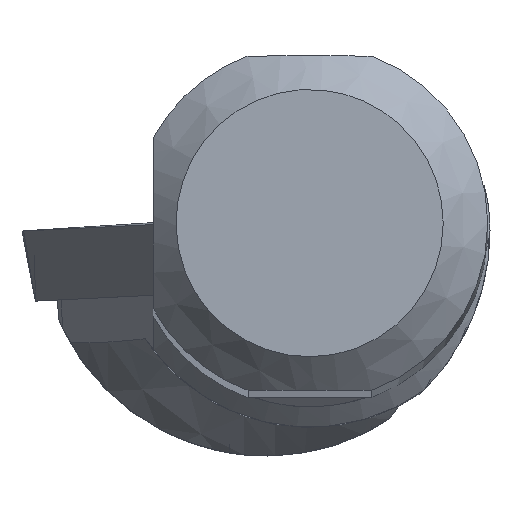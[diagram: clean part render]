
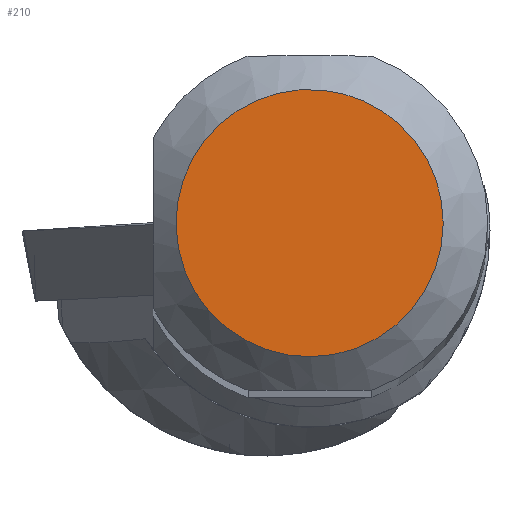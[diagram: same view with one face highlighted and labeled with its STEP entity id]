
A CAD part, top view. The second image highlights one B-rep face of the part: STEP entity #210.
In plain terms, the highlighted planar face has unit normal (0, 0, 1).
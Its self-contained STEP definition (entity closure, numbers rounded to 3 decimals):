
#163=FACE_OUTER_BOUND('',#422,.T.);
#210=ADVANCED_FACE('',(#163),#242,.T.);
#242=PLANE('',#1102);
#422=EDGE_LOOP('',(#594));
#594=ORIENTED_EDGE('',*,*,#887,.T.);
#779=VERTEX_POINT('',#1844);
#887=EDGE_CURVE('',#779,#779,#938,.T.);
#938=CIRCLE('',#1101,5.993);
#1101=AXIS2_PLACEMENT_3D('',#1843,#1322,#1323);
#1102=AXIS2_PLACEMENT_3D('',#1845,#1324,#1325);
#1322=DIRECTION('',(0.,0.,1.));
#1323=DIRECTION('',(1.,0.,0.));
#1324=DIRECTION('',(0.,0.,1.));
#1325=DIRECTION('',(1.,0.,0.));
#1843=CARTESIAN_POINT('',(0.,0.,0.));
#1844=CARTESIAN_POINT('',(5.993,0.,0.));
#1845=CARTESIAN_POINT('',(0.,0.,
0.));
